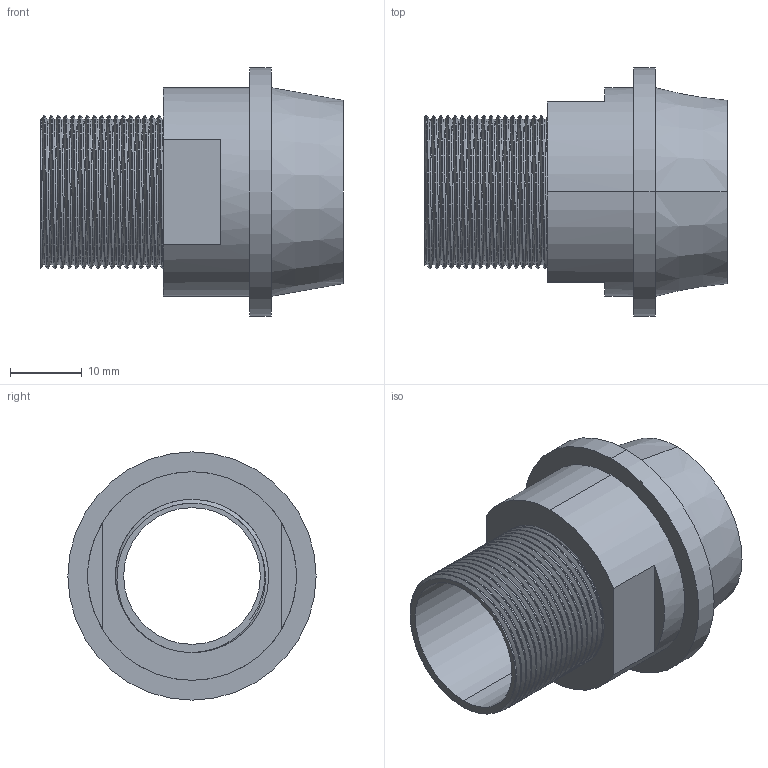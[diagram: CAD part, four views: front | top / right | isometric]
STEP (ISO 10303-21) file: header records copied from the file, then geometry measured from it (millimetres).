
FILE_DESCRIPTION (( 'STEP AP203' ), '1' );
FILE_NAME ('3D_R131-UE_1-2_17102430.STEP', '2024-08-15T07:59:42', ( '' ), ( '' ), 'SwSTEP 2.0', 'SolidWorks 2024', '' );
FILE_SCHEMA (( 'CONFIG_CONTROL_DESIGN' ));
Length unit declared in the file: millimetre
Products named in the file (1): 3D_R131-UE_1-2_17102430
Bounding box: 42 x 34.5 x 34.5 mm (x, y, z)
Volume: 10049.1 mm3; surface area: 7780.8 mm2
Topology: 1 solids, 1 shells, 57 faces, 152 edges, 100 vertices
Faces by surface type: cylinder 41, plane 10, bspline 4, cone 2
Entity records: 5300 total; most frequent: CARTESIAN_POINT 4013, ORIENTED_EDGE 304, DIRECTION 206, EDGE_CURVE 152, VERTEX_POINT 100, AXIS2_PLACEMENT_3D 76, EDGE_LOOP 62, ADVANCED_FACE 57
